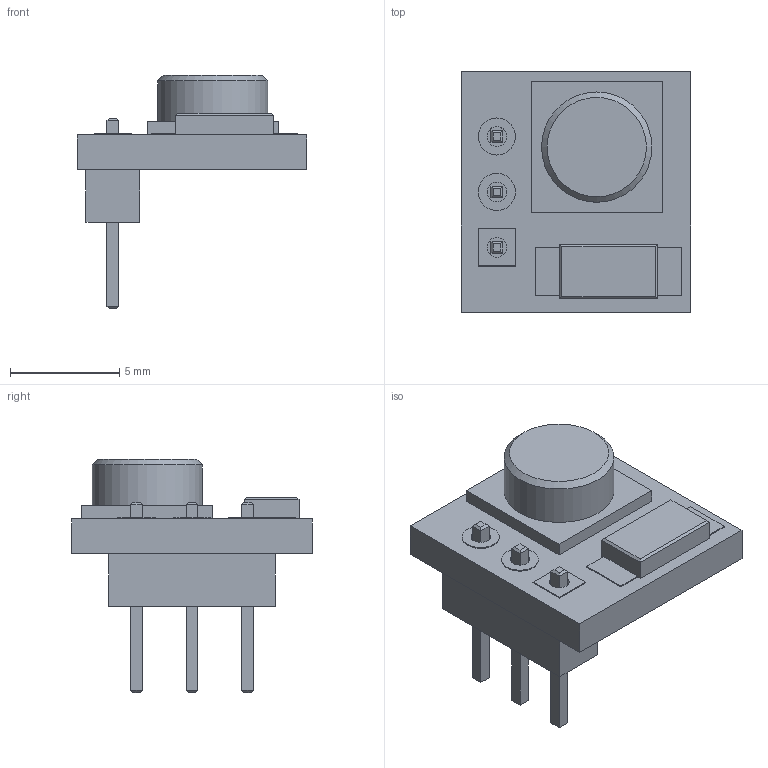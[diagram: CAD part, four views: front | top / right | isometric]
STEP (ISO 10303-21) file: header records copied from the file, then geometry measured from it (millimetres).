
FILE_DESCRIPTION(('FreeCAD Model'),'2;1');
FILE_NAME('Open CASCADE Shape Model','2024-12-13T01:56:42',(''),(''), 'Open CASCADE STEP processor 7.8','FreeCAD','Unknown');
FILE_SCHEMA(('AUTOMOTIVE_DESIGN { 1 0 10303 214 1 1 1 1 }'));
Length unit declared in the file: millimetre
Products named in the file (1): 3PinsTopAndBotChamfer
Bounding box: 10.5 x 11 x 10.67 mm (x, y, z)
Volume: 307.5 mm3; surface area: 462 mm2
Topology: 1 solids, 1 shells, 105 faces, 232 edges, 145 vertices
Faces by surface type: plane 98, cylinder 6, cone 1
Full cylindrical faces by diameter (mm): 0.9 x3, 1.7 x2, 5.05 x1
Entity records: 2826 total; most frequent: CARTESIAN_POINT 486, ORIENTED_EDGE 464, DIRECTION 454, EDGE_CURVE 232, LINE 216, VECTOR 216, VERTEX_POINT 145, FACE_BOUND 121
